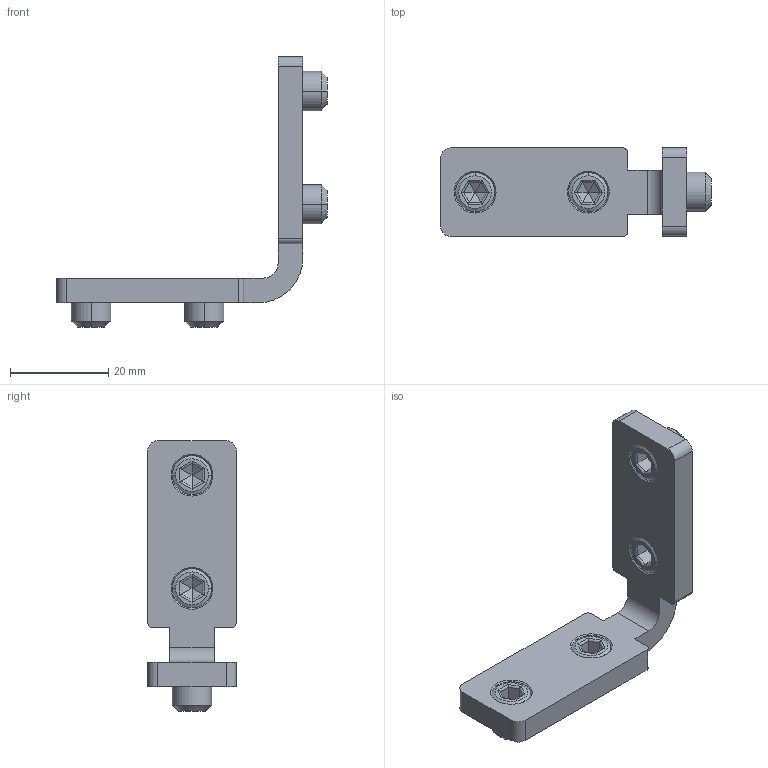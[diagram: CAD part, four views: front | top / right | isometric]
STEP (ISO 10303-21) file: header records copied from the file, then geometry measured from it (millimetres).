
FILE_DESCRIPTION((''),'2;1');
FILE_NAME('11118_KOTNIK_FE_NOT_90S_U10_KPL_ASM','2022-09-16T13:44:23',('PredragRovcanin'),('Audax d.o.o.'),'CREO PARAMETRIC BY PTC INC, 2020281','CREO PARAMETRIC BY PTC INC, 2020281','');
FILE_SCHEMA(('AUTOMOTIVE_DESIGN { 1 0 10303 214 1 1 1 1 }'));
Length unit declared in the file: millimetre
Products named in the file (3): 11118_KOTNIK_FE_NOT_90S_U10; L-DIN913-M8X10; 11118_KOTNIK_FE_NOT_90S_U10_KPL_ASM
Assembly tree (5 placements, depth 2):
  11118_KOTNIK_FE_NOT_90S_U10_KPL_ASM
    11118_KOTNIK_FE_NOT_90S_U10
    L-DIN913-M8X10  x4
Bounding box: 55 x 18 x 55 mm (x, y, z)
Volume: 8384.2 mm3; surface area: 6343.4 mm2
Topology: 5 solids, 9 shells, 154 faces, 347 edges, 218 vertices
Faces by surface type: plane 72, cylinder 58, cone 24
Entity records: 4077 total; most frequent: CARTESIAN_POINT 464, DIRECTION 438, ORIENTED_EDGE 356, COLOUR_RGB 323, PRESENTATION_STYLE_ASSIGNMENT 203, STYLED_ITEM 203, CURVE_STYLE 197, EDGE_CURVE 186
